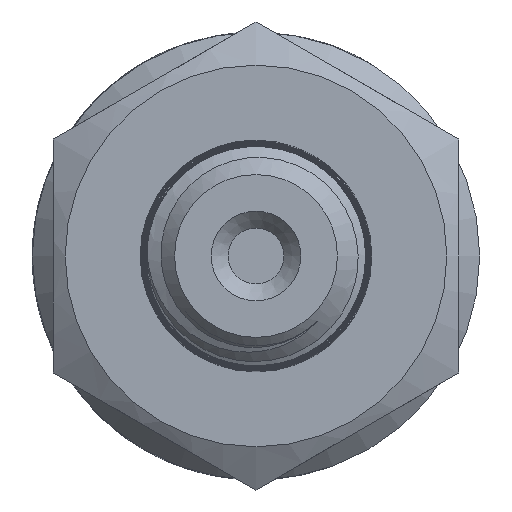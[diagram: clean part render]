
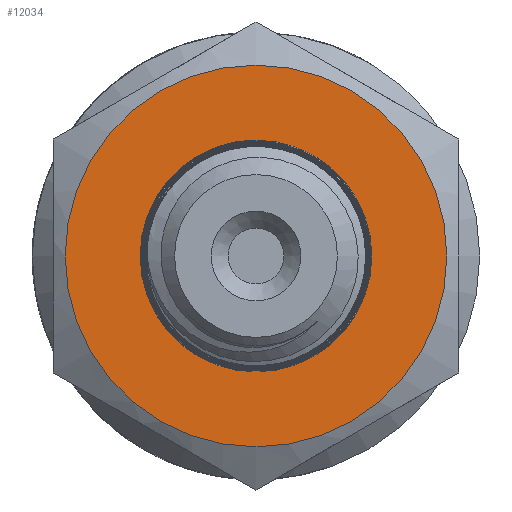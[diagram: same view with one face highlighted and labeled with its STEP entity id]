
A CAD part, left-side view. The second image highlights one B-rep face of the part: STEP entity #12034.
In plain terms, the highlighted planar face has unit normal (-1, 0, 0).
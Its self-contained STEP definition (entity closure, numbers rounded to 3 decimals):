
#1187=FACE_BOUND('',#3862,.T.);
#3157=FACE_OUTER_BOUND('',#3861,.T.);
#3861=EDGE_LOOP('',(#8095));
#3862=EDGE_LOOP('',(#8096));
#4596=CIRCLE('',#12790,6.86);
#4601=CIRCLE('',#12799,11.3);
#4872=VERTEX_POINT('',#17062);
#4882=VERTEX_POINT('',#17191);
#6151=EDGE_CURVE('',#4872,#4872,#4596,.T.);
#6164=EDGE_CURVE('',#4882,#4882,#4601,.T.);
#8095=ORIENTED_EDGE('',*,*,#6164,.T.);
#8096=ORIENTED_EDGE('',*,*,#6151,.T.);
#11774=PLANE('',#12798);
#12034=ADVANCED_FACE('',(#3157,#1187),#11774,.T.);
#12790=AXIS2_PLACEMENT_3D('',#17063,#13455,#13456);
#12798=AXIS2_PLACEMENT_3D('',#17190,#13476,#13477);
#12799=AXIS2_PLACEMENT_3D('',#17192,#13478,#13479);
#13455=DIRECTION('center_axis',(1.,0.,0.));
#13456=DIRECTION('ref_axis',(0.,0.,-1.));
#13476=DIRECTION('center_axis',(-1.,0.,0.));
#13477=DIRECTION('ref_axis',(0.,0.,1.));
#13478=DIRECTION('center_axis',(-1.,0.,0.));
#13479=DIRECTION('ref_axis',(0.,1.,0.));
#17062=CARTESIAN_POINT('',(14.,-6.86,0.));
#17063=CARTESIAN_POINT('Origin',(14.,0.,0.));
#17190=CARTESIAN_POINT('Origin',(14.,12.,0.));
#17191=CARTESIAN_POINT('',(14.,-11.3,0.));
#17192=CARTESIAN_POINT('Origin',(14.,0.,0.));
